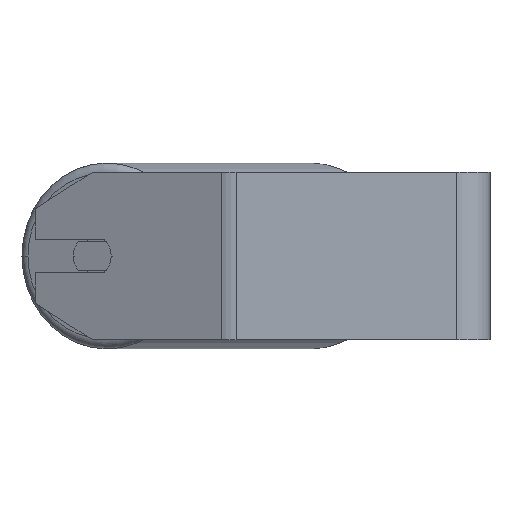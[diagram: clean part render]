
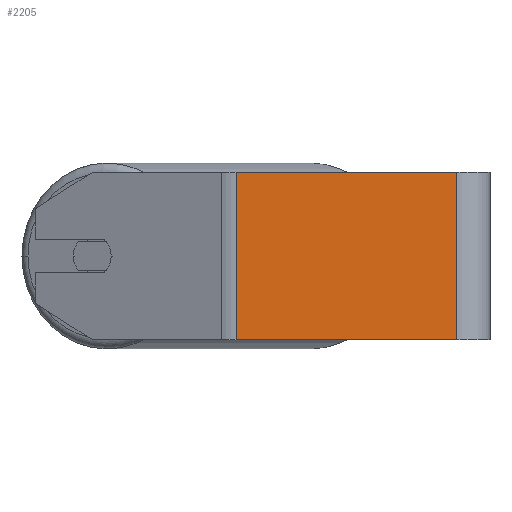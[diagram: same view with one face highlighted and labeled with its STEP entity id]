
A CAD part, left-side view. The second image highlights one B-rep face of the part: STEP entity #2205.
In plain terms, the highlighted planar face has unit normal (-1, 0, 0).
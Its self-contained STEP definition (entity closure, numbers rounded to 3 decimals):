
#186 = VECTOR ( 'NONE', #3278, 1000. ) ;
#304 = VECTOR ( 'NONE', #6687, 1000. ) ;
#326 = EDGE_CURVE ( 'NONE', #6662, #2606, #1151, .T. ) ;
#1095 = VECTOR ( 'NONE', #2264, 1000. ) ;
#1151 = LINE ( 'NONE', #6451, #5590 ) ;
#1172 = ORIENTED_EDGE ( 'NONE', *, *, #2633, .F. ) ;
#1366 = EDGE_CURVE ( 'NONE', #3199, #5547, #5395, .T. ) ;
#1778 = CARTESIAN_POINT ( 'NONE',  ( -280., 125.061, 40. ) ) ;
#1872 = CARTESIAN_POINT ( 'NONE',  ( -280., 121.514, 40. ) ) ;
#2205 = ADVANCED_FACE ( 'NONE', ( #3810 ), #4763, .F. ) ;
#2264 = DIRECTION ( 'NONE',  ( 0., 0., -1. ) ) ;
#2323 = AXIS2_PLACEMENT_3D ( 'NONE', #5431, #5967, #5299 ) ;
#2371 = EDGE_CURVE ( 'NONE', #5547, #2606, #6758, .T. ) ;
#2425 = ORIENTED_EDGE ( 'NONE', *, *, #2371, .T. ) ;
#2606 = VERTEX_POINT ( 'NONE', #3207 ) ;
#2633 = EDGE_CURVE ( 'NONE', #3199, #6662, #4860, .T. ) ;
#2986 = CARTESIAN_POINT ( 'NONE',  ( -280., 125.061, -40. ) ) ;
#3004 = EDGE_LOOP ( 'NONE', ( #2425, #5560, #1172, #5373 ) ) ;
#3199 = VERTEX_POINT ( 'NONE', #1872 ) ;
#3206 = DIRECTION ( 'NONE',  ( 0., 0., -1. ) ) ;
#3207 = CARTESIAN_POINT ( 'NONE',  ( -280., 16., -40. ) ) ;
#3278 = DIRECTION ( 'NONE',  ( 0., -1., 0. ) ) ;
#3279 = CARTESIAN_POINT ( 'NONE',  ( -280., 121.514, 40. ) ) ;
#3810 = FACE_OUTER_BOUND ( 'NONE', #3004, .T. ) ;
#4399 = CARTESIAN_POINT ( 'NONE',  ( -280., 121.514, -40. ) ) ;
#4481 = CARTESIAN_POINT ( 'NONE',  ( -280., 16., 40. ) ) ;
#4763 = PLANE ( 'NONE',  #2323 ) ;
#4860 = LINE ( 'NONE', #1778, #186 ) ;
#5299 = DIRECTION ( 'NONE',  ( 0., 0., -1. ) ) ;
#5373 = ORIENTED_EDGE ( 'NONE', *, *, #1366, .T. ) ;
#5395 = LINE ( 'NONE', #3279, #1095 ) ;
#5431 = CARTESIAN_POINT ( 'NONE',  ( -280., 125.061, 40. ) ) ;
#5547 = VERTEX_POINT ( 'NONE', #4399 ) ;
#5560 = ORIENTED_EDGE ( 'NONE', *, *, #326, .F. ) ;
#5590 = VECTOR ( 'NONE', #3206, 1000. ) ;
#5967 = DIRECTION ( 'NONE',  ( 1., 0., 0. ) ) ;
#6451 = CARTESIAN_POINT ( 'NONE',  ( -280., 16., 40. ) ) ;
#6662 = VERTEX_POINT ( 'NONE', #4481 ) ;
#6687 = DIRECTION ( 'NONE',  ( 0., -1., 0. ) ) ;
#6758 = LINE ( 'NONE', #2986, #304 ) ;
